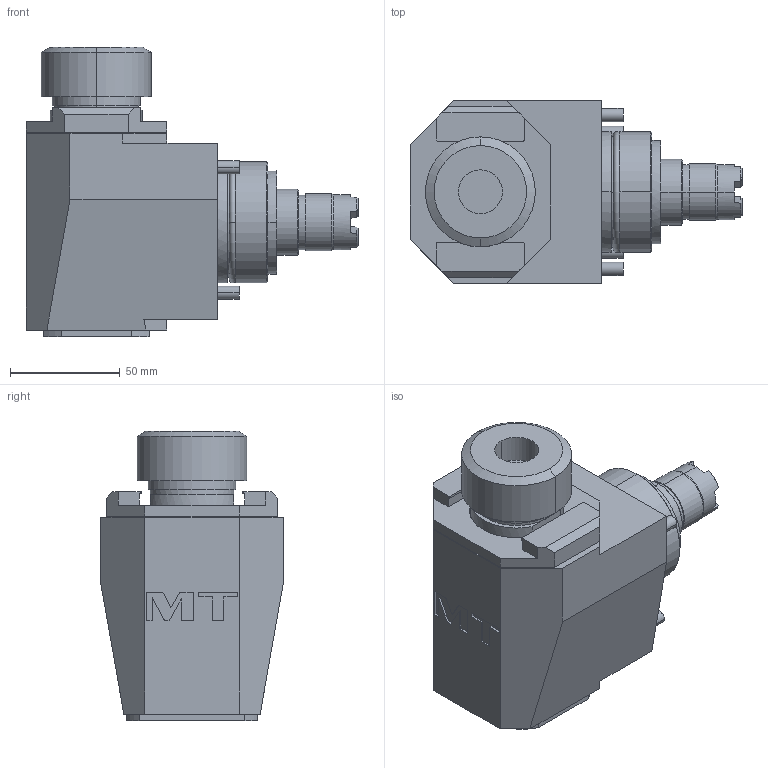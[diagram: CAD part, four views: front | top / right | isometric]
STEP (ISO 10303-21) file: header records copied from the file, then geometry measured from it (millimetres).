
FILE_DESCRIPTION((''),'2;1');
FILE_NAME('WAS0010132_CONF','2023-03-02T15:41:17',('sterribile'),('M.T. srl'),'CREO PARAMETRIC BY PTC INC, 2021072','CREO PARAMETRIC BY PTC INC, 2021072','');
FILE_SCHEMA(('CONFIG_CONTROL_DESIGN'));
Length unit declared in the file: millimetre
Products named in the file (1): WAS0010132_CONF
Bounding box: 151 x 83 x 131.71 mm (x, y, z)
Volume: 719511.7 mm3; surface area: 66272.2 mm2
Topology: 1 solids, 1 shells, 225 faces, 561 edges, 366 vertices
Faces by surface type: plane 135, cylinder 70, cone 16, torus 2, extrusion 2
Entity records: 6863 total; most frequent: CARTESIAN_POINT 1356, DIRECTION 1153, ORIENTED_EDGE 1122, EDGE_CURVE 561, AXIS2_PLACEMENT_3D 413, VERTEX_POINT 366, VECTOR 327, LINE 325
